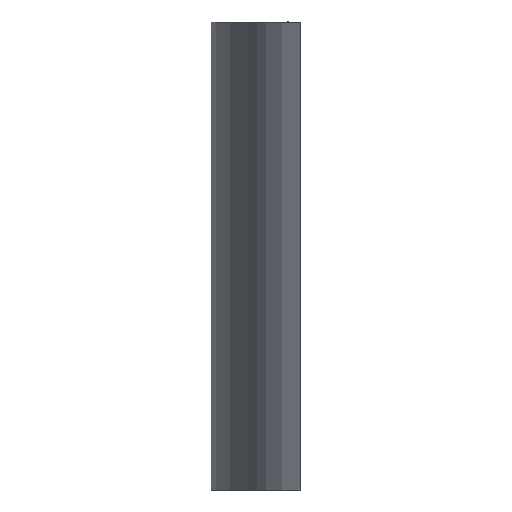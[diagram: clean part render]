
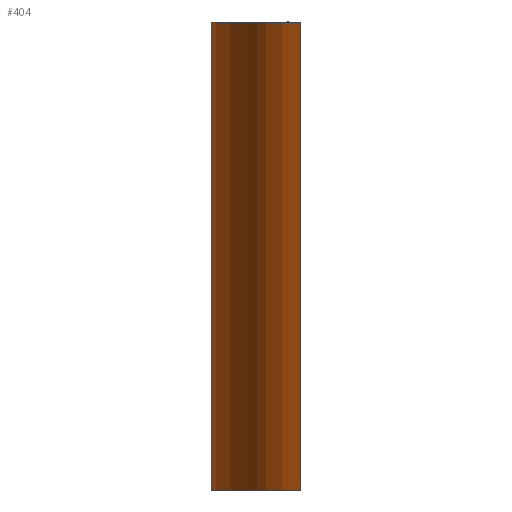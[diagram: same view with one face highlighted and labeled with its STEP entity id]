
A CAD part, left-side view. The second image highlights one B-rep face of the part: STEP entity #404.
In plain terms, the highlighted free-form (B-spline) face has degree [3, 1] with [9, 2] control points.
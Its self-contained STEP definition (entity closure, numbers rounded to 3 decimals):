
#1 = ORIENTED_EDGE ( 'NONE', *, *, #209, .T. ) ;
#2 = ORIENTED_EDGE ( 'NONE', *, *, #185, .T. ) ;
#11 = ORIENTED_EDGE ( 'NONE', *, *, #77, .F. ) ;
#23 = DIRECTION ( 'NONE',  ( 0., 0., -1. ) ) ;
#30 = CARTESIAN_POINT ( 'NONE',  ( 39.55, 23.245, -30. ) ) ;
#49 = CARTESIAN_POINT ( 'NONE',  ( 3.126, 25.644, -30. ) ) ;
#52 = CARTESIAN_POINT ( 'NONE',  ( 40.5, 22., -30. ) ) ;
#53 = CARTESIAN_POINT ( 'NONE',  ( 40.5, 22., 6. ) ) ;
#65 = VERTEX_POINT ( 'NONE', #52 ) ;
#74 = CARTESIAN_POINT ( 'NONE',  ( 19.704, 29.24, -30. ) ) ;
#76 = CARTESIAN_POINT ( 'NONE',  ( 11.47, 28.472, -30. ) ) ;
#77 = EDGE_CURVE ( 'NONE', #202, #65, #285, .T. ) ;
#81 = CARTESIAN_POINT ( 'NONE',  ( 0.739, 23.037, -30. ) ) ;
#89 = FACE_OUTER_BOUND ( 'NONE', #399, .T. ) ;
#105 = EDGE_CURVE ( 'NONE', #688, #65, #368, .T. ) ;
#116 = B_SPLINE_CURVE_WITH_KNOTS ( 'NONE', 3,
 ( #682, #632, #587, #309, #321, #553, #475, #687, #657 ),
 .UNSPECIFIED., .F., .F.,
 ( 4, 1, 1, 1, 1, 1, 4 ),
 ( 0., 0.088, 0.251, 0.53, 0.715, 0.882, 1. ),
 .UNSPECIFIED. ) ;
#128 = CARTESIAN_POINT ( 'NONE',  ( 0., 22., -30. ) ) ;
#154 = B_SPLINE_SURFACE_WITH_KNOTS ( 'NONE', 3, 1, ( 
 ( #722, #728 ),
 ( #720, #719 ),
 ( #717, #716 ),
 ( #713, #712 ),
 ( #711, #709 ),
 ( #708, #700 ),
 ( #698, #697 ),
 ( #695, #694 ),
 ( #690, #689 ) ),
 .UNSPECIFIED., .F., .F., .F.,
 ( 4, 1, 1, 1, 1, 1, 4 ),
 ( 2, 2 ),
 ( 0., 0.088, 0.251, 0.53, 0.715, 0.882, 1. ),
 ( 0., 1. ),
 .UNSPECIFIED. ) ;
#185 = EDGE_CURVE ( 'NONE', #202, #785, #194, .T. ) ;
#190 = VECTOR ( 'NONE', #648, 1000. ) ;
#193 = CARTESIAN_POINT ( 'NONE',  ( 36.794, 25.83, -30. ) ) ;
#194 = LINE ( 'NONE', #580, #190 ) ;
#199 = CARTESIAN_POINT ( 'NONE',  ( 28.486, 28.216, -30. ) ) ;
#202 = VERTEX_POINT ( 'NONE', #575 ) ;
#209 = EDGE_CURVE ( 'NONE', #785, #688, #116, .T. ) ;
#285 = B_SPLINE_CURVE_WITH_KNOTS ( 'NONE', 3,
 ( #128, #81, #49, #76, #74, #199, #193, #30, #398 ),
 .UNSPECIFIED., .F., .F.,
 ( 4, 1, 1, 1, 1, 1, 4 ),
 ( 0., 0.088, 0.251, 0.53, 0.715, 0.882, 1. ),
 .UNSPECIFIED. ) ;
#309 = CARTESIAN_POINT ( 'NONE',  ( 11.47, 28.472, 6. ) ) ;
#321 = CARTESIAN_POINT ( 'NONE',  ( 19.704, 29.24, 6. ) ) ;
#348 = VECTOR ( 'NONE', #23, 1000. ) ;
#368 = LINE ( 'NONE', #53, #348 ) ;
#398 = CARTESIAN_POINT ( 'NONE',  ( 40.5, 22., -30. ) ) ;
#399 = EDGE_LOOP ( 'NONE', ( #11, #2, #1, #779 ) ) ;
#404 = ADVANCED_FACE ( 'NONE', ( #89 ), #154, .T. ) ;
#475 = CARTESIAN_POINT ( 'NONE',  ( 36.794, 25.83, 6. ) ) ;
#485 = CARTESIAN_POINT ( 'NONE',  ( 0., 22., 6. ) ) ;
#534 = CARTESIAN_POINT ( 'NONE',  ( 40.5, 22., 6. ) ) ;
#553 = CARTESIAN_POINT ( 'NONE',  ( 28.486, 28.216, 6. ) ) ;
#575 = CARTESIAN_POINT ( 'NONE',  ( 0., 22., -30. ) ) ;
#580 = CARTESIAN_POINT ( 'NONE',  ( 0., 22., 6. ) ) ;
#587 = CARTESIAN_POINT ( 'NONE',  ( 3.126, 25.644, 6. ) ) ;
#632 = CARTESIAN_POINT ( 'NONE',  ( 0.739, 23.037, 6. ) ) ;
#648 = DIRECTION ( 'NONE',  ( 0., 0., 1. ) ) ;
#657 = CARTESIAN_POINT ( 'NONE',  ( 40.5, 22., 6. ) ) ;
#682 = CARTESIAN_POINT ( 'NONE',  ( 0., 22., 6. ) ) ;
#687 = CARTESIAN_POINT ( 'NONE',  ( 39.55, 23.245, 6. ) ) ;
#688 = VERTEX_POINT ( 'NONE', #534 ) ;
#689 = CARTESIAN_POINT ( 'NONE',  ( 40.5, 22., -30. ) ) ;
#690 = CARTESIAN_POINT ( 'NONE',  ( 40.5, 22., 6. ) ) ;
#694 = CARTESIAN_POINT ( 'NONE',  ( 39.55, 23.245, -30. ) ) ;
#695 = CARTESIAN_POINT ( 'NONE',  ( 39.55, 23.245, 6. ) ) ;
#697 = CARTESIAN_POINT ( 'NONE',  ( 36.794, 25.83, -30. ) ) ;
#698 = CARTESIAN_POINT ( 'NONE',  ( 36.794, 25.83, 6. ) ) ;
#700 = CARTESIAN_POINT ( 'NONE',  ( 28.486, 28.216, -30. ) ) ;
#708 = CARTESIAN_POINT ( 'NONE',  ( 28.486, 28.216, 6. ) ) ;
#709 = CARTESIAN_POINT ( 'NONE',  ( 19.704, 29.24, -30. ) ) ;
#711 = CARTESIAN_POINT ( 'NONE',  ( 19.704, 29.24, 6. ) ) ;
#712 = CARTESIAN_POINT ( 'NONE',  ( 11.47, 28.472, -30. ) ) ;
#713 = CARTESIAN_POINT ( 'NONE',  ( 11.47, 28.472, 6. ) ) ;
#716 = CARTESIAN_POINT ( 'NONE',  ( 3.126, 25.644, -30. ) ) ;
#717 = CARTESIAN_POINT ( 'NONE',  ( 3.126, 25.644, 6. ) ) ;
#719 = CARTESIAN_POINT ( 'NONE',  ( 0.739, 23.037, -30. ) ) ;
#720 = CARTESIAN_POINT ( 'NONE',  ( 0.739, 23.037, 6. ) ) ;
#722 = CARTESIAN_POINT ( 'NONE',  ( 0., 22., 6. ) ) ;
#728 = CARTESIAN_POINT ( 'NONE',  ( 0., 22., -30. ) ) ;
#779 = ORIENTED_EDGE ( 'NONE', *, *, #105, .T. ) ;
#785 = VERTEX_POINT ( 'NONE', #485 ) ;
